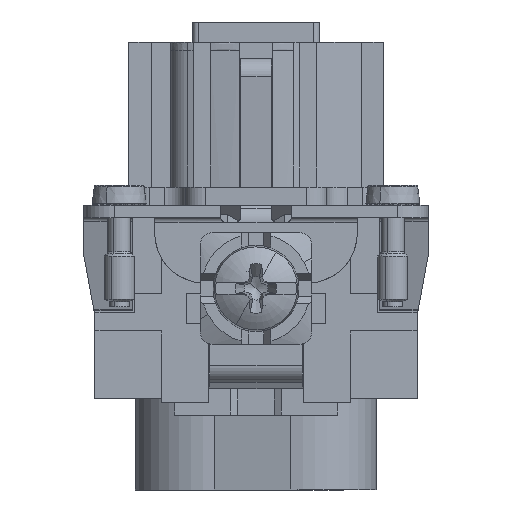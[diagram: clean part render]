
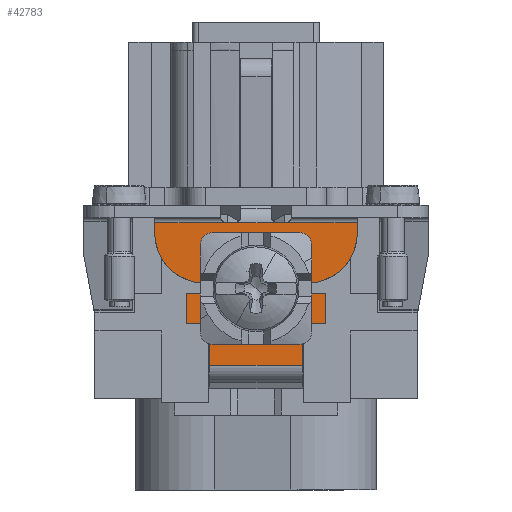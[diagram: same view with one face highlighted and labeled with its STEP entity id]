
A CAD part, front view. The second image highlights one B-rep face of the part: STEP entity #42783.
In plain terms, the highlighted planar face has unit normal (0, -1, 0).
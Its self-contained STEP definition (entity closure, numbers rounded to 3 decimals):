
#42537=AXIS2_PLACEMENT_3D('Plane Axis2P3D',#42534,#42535,#42536) ;
#42557=AXIS2_PLACEMENT_3D('Circle Axis2P3D',#42555,#42556,$) ;
#42641=AXIS2_PLACEMENT_3D('Circle Axis2P3D',#42639,#42640,$) ;
#42767=AXIS2_PLACEMENT_3D('Circle Axis2P3D',#42765,#42766,$) ;
#42776=AXIS2_PLACEMENT_3D('Circle Axis2P3D',#42774,#42775,$) ;
#42534=CARTESIAN_POINT('Axis2P3D Location',(17.,9.35,26.9)) ;
#42539=CARTESIAN_POINT('Line Origine',(21.55,9.35,20.15)) ;
#42543=CARTESIAN_POINT('Vertex',(21.55,9.35,20.4)) ;
#42545=CARTESIAN_POINT('Vertex',(21.55,9.35,19.9)) ;
#42548=CARTESIAN_POINT('Line Origine',(21.775,9.35,20.4)) ;
#42552=CARTESIAN_POINT('Vertex',(22.,9.35,20.4)) ;
#42555=CARTESIAN_POINT('Axis2P3D Location',(22.,9.35,25.4)) ;
#42559=CARTESIAN_POINT('Vertex',(27.,9.35,25.4)) ;
#42562=CARTESIAN_POINT('Line Origine',(27.,9.35,25.9)) ;
#42566=CARTESIAN_POINT('Vertex',(27.,9.35,26.4)) ;
#42569=CARTESIAN_POINT('Line Origine',(23.75,9.35,26.4)) ;
#42573=CARTESIAN_POINT('Vertex',(20.5,9.35,26.4)) ;
#42576=CARTESIAN_POINT('Line Origine',(20.2,9.35,26.4)) ;
#42580=CARTESIAN_POINT('Vertex',(19.9,9.35,26.4)) ;
#42583=CARTESIAN_POINT('Line Origine',(19.5,9.35,26.4)) ;
#42587=CARTESIAN_POINT('Vertex',(19.1,9.35,26.4)) ;
#42590=CARTESIAN_POINT('Line Origine',(18.8,9.35,26.4)) ;
#42594=CARTESIAN_POINT('Vertex',(18.5,9.35,26.4)) ;
#42597=CARTESIAN_POINT('Line Origine',(17.,9.35,26.4)) ;
#42601=CARTESIAN_POINT('Vertex',(15.5,9.35,26.4)) ;
#42604=CARTESIAN_POINT('Line Origine',(15.2,9.35,26.4)) ;
#42608=CARTESIAN_POINT('Vertex',(14.9,9.35,26.4)) ;
#42611=CARTESIAN_POINT('Line Origine',(14.5,9.35,26.4)) ;
#42615=CARTESIAN_POINT('Vertex',(14.1,9.35,26.4)) ;
#42618=CARTESIAN_POINT('Line Origine',(13.8,9.35,26.4)) ;
#42622=CARTESIAN_POINT('Vertex',(13.5,9.35,26.4)) ;
#42625=CARTESIAN_POINT('Line Origine',(10.25,9.35,26.4)) ;
#42629=CARTESIAN_POINT('Vertex',(7.,9.35,26.4)) ;
#42632=CARTESIAN_POINT('Line Origine',(7.,9.35,25.9)) ;
#42636=CARTESIAN_POINT('Vertex',(7.,9.35,25.4)) ;
#42639=CARTESIAN_POINT('Axis2P3D Location',(12.,9.35,25.4)) ;
#42643=CARTESIAN_POINT('Vertex',(12.,9.35,20.4)) ;
#42646=CARTESIAN_POINT('Line Origine',(12.225,9.35,20.4)) ;
#42650=CARTESIAN_POINT('Vertex',(12.45,9.35,20.4)) ;
#42653=CARTESIAN_POINT('Line Origine',(12.45,9.35,20.15)) ;
#42657=CARTESIAN_POINT('Vertex',(12.45,9.35,19.9)) ;
#42660=CARTESIAN_POINT('Line Origine',(12.45,9.35,19.65)) ;
#42664=CARTESIAN_POINT('Vertex',(12.45,9.35,19.4)) ;
#42667=CARTESIAN_POINT('Line Origine',(11.275,9.35,19.4)) ;
#42671=CARTESIAN_POINT('Vertex',(10.1,9.35,19.4)) ;
#42674=CARTESIAN_POINT('Line Origine',(10.1,9.35,17.9)) ;
#42678=CARTESIAN_POINT('Vertex',(10.1,9.35,16.4)) ;
#42681=CARTESIAN_POINT('Line Origine',(11.275,9.35,16.4)) ;
#42685=CARTESIAN_POINT('Vertex',(12.45,9.35,16.4)) ;
#42688=CARTESIAN_POINT('Line Origine',(12.45,9.35,14.35)) ;
#42692=CARTESIAN_POINT('Vertex',(12.45,9.35,12.3)) ;
#42695=CARTESIAN_POINT('Line Origine',(17.,9.35,12.3)) ;
#42699=CARTESIAN_POINT('Vertex',(21.55,9.35,12.3)) ;
#42702=CARTESIAN_POINT('Line Origine',(21.55,9.35,14.35)) ;
#42706=CARTESIAN_POINT('Vertex',(21.55,9.35,16.4)) ;
#42709=CARTESIAN_POINT('Line Origine',(22.725,9.35,16.4)) ;
#42713=CARTESIAN_POINT('Vertex',(23.9,9.35,16.4)) ;
#42716=CARTESIAN_POINT('Line Origine',(23.9,9.35,17.9)) ;
#42720=CARTESIAN_POINT('Vertex',(23.9,9.35,19.4)) ;
#42723=CARTESIAN_POINT('Line Origine',(22.725,9.35,19.4)) ;
#42727=CARTESIAN_POINT('Vertex',(21.55,9.35,19.4)) ;
#42730=CARTESIAN_POINT('Line Origine',(21.55,9.35,19.65)) ;
#42765=CARTESIAN_POINT('Axis2P3D Location',(17.,9.35,19.9)) ;
#42769=CARTESIAN_POINT('Vertex',(18.199,9.35,22.094)) ;
#42771=CARTESIAN_POINT('Vertex',(15.801,9.35,17.706)) ;
#42774=CARTESIAN_POINT('Axis2P3D Location',(17.,9.35,19.9)) ;
#42535=DIRECTION('Axis2P3D Direction',(0.,1.,0.)) ;
#42536=DIRECTION('Axis2P3D XDirection',(1.,0.,0.)) ;
#42540=DIRECTION('Vector Direction',(0.,0.,1.)) ;
#42549=DIRECTION('Vector Direction',(-1.,0.,0.)) ;
#42556=DIRECTION('Axis2P3D Direction',(0.,1.,0.)) ;
#42563=DIRECTION('Vector Direction',(0.,0.,1.)) ;
#42570=DIRECTION('Vector Direction',(1.,0.,0.)) ;
#42577=DIRECTION('Vector Direction',(1.,0.,0.)) ;
#42584=DIRECTION('Vector Direction',(1.,0.,0.)) ;
#42591=DIRECTION('Vector Direction',(1.,0.,0.)) ;
#42598=DIRECTION('Vector Direction',(1.,0.,0.)) ;
#42605=DIRECTION('Vector Direction',(1.,0.,0.)) ;
#42612=DIRECTION('Vector Direction',(1.,0.,0.)) ;
#42619=DIRECTION('Vector Direction',(1.,0.,0.)) ;
#42626=DIRECTION('Vector Direction',(1.,0.,0.)) ;
#42633=DIRECTION('Vector Direction',(0.,0.,-1.)) ;
#42640=DIRECTION('Axis2P3D Direction',(0.,1.,0.)) ;
#42647=DIRECTION('Vector Direction',(-1.,0.,0.)) ;
#42654=DIRECTION('Vector Direction',(0.,0.,-1.)) ;
#42661=DIRECTION('Vector Direction',(0.,0.,-1.)) ;
#42668=DIRECTION('Vector Direction',(1.,0.,0.)) ;
#42675=DIRECTION('Vector Direction',(0.,0.,-1.)) ;
#42682=DIRECTION('Vector Direction',(-1.,0.,0.)) ;
#42689=DIRECTION('Vector Direction',(0.,0.,-1.)) ;
#42696=DIRECTION('Vector Direction',(-1.,0.,0.)) ;
#42703=DIRECTION('Vector Direction',(0.,0.,1.)) ;
#42710=DIRECTION('Vector Direction',(-1.,0.,0.)) ;
#42717=DIRECTION('Vector Direction',(0.,0.,1.)) ;
#42724=DIRECTION('Vector Direction',(1.,0.,0.)) ;
#42731=DIRECTION('Vector Direction',(0.,0.,1.)) ;
#42766=DIRECTION('Axis2P3D Direction',(0.,1.,0.)) ;
#42775=DIRECTION('Axis2P3D Direction',(0.,1.,0.)) ;
#42541=VECTOR('Line Direction',#42540,1.) ;
#42550=VECTOR('Line Direction',#42549,1.) ;
#42564=VECTOR('Line Direction',#42563,1.) ;
#42571=VECTOR('Line Direction',#42570,1.) ;
#42578=VECTOR('Line Direction',#42577,1.) ;
#42585=VECTOR('Line Direction',#42584,1.) ;
#42592=VECTOR('Line Direction',#42591,1.) ;
#42599=VECTOR('Line Direction',#42598,1.) ;
#42606=VECTOR('Line Direction',#42605,1.) ;
#42613=VECTOR('Line Direction',#42612,1.) ;
#42620=VECTOR('Line Direction',#42619,1.) ;
#42627=VECTOR('Line Direction',#42626,1.) ;
#42634=VECTOR('Line Direction',#42633,1.) ;
#42648=VECTOR('Line Direction',#42647,1.) ;
#42655=VECTOR('Line Direction',#42654,1.) ;
#42662=VECTOR('Line Direction',#42661,1.) ;
#42669=VECTOR('Line Direction',#42668,1.) ;
#42676=VECTOR('Line Direction',#42675,1.) ;
#42683=VECTOR('Line Direction',#42682,1.) ;
#42690=VECTOR('Line Direction',#42689,1.) ;
#42697=VECTOR('Line Direction',#42696,1.) ;
#42704=VECTOR('Line Direction',#42703,1.) ;
#42711=VECTOR('Line Direction',#42710,1.) ;
#42718=VECTOR('Line Direction',#42717,1.) ;
#42725=VECTOR('Line Direction',#42724,1.) ;
#42732=VECTOR('Line Direction',#42731,1.) ;
#42736=ORIENTED_EDGE('',*,*,#42547,.F.) ;
#42737=ORIENTED_EDGE('',*,*,#42554,.F.) ;
#42738=ORIENTED_EDGE('',*,*,#42561,.F.) ;
#42739=ORIENTED_EDGE('',*,*,#42568,.F.) ;
#42740=ORIENTED_EDGE('',*,*,#42575,.F.) ;
#42741=ORIENTED_EDGE('',*,*,#42582,.T.) ;
#42742=ORIENTED_EDGE('',*,*,#42589,.F.) ;
#42743=ORIENTED_EDGE('',*,*,#42596,.T.) ;
#42744=ORIENTED_EDGE('',*,*,#42603,.F.) ;
#42745=ORIENTED_EDGE('',*,*,#42610,.T.) ;
#42746=ORIENTED_EDGE('',*,*,#42617,.F.) ;
#42747=ORIENTED_EDGE('',*,*,#42624,.T.) ;
#42748=ORIENTED_EDGE('',*,*,#42631,.F.) ;
#42749=ORIENTED_EDGE('',*,*,#42638,.F.) ;
#42750=ORIENTED_EDGE('',*,*,#42645,.F.) ;
#42751=ORIENTED_EDGE('',*,*,#42652,.F.) ;
#42752=ORIENTED_EDGE('',*,*,#42659,.F.) ;
#42753=ORIENTED_EDGE('',*,*,#42666,.F.) ;
#42754=ORIENTED_EDGE('',*,*,#42673,.F.) ;
#42755=ORIENTED_EDGE('',*,*,#42680,.F.) ;
#42756=ORIENTED_EDGE('',*,*,#42687,.F.) ;
#42757=ORIENTED_EDGE('',*,*,#42694,.F.) ;
#42758=ORIENTED_EDGE('',*,*,#42701,.F.) ;
#42759=ORIENTED_EDGE('',*,*,#42708,.F.) ;
#42760=ORIENTED_EDGE('',*,*,#42715,.F.) ;
#42761=ORIENTED_EDGE('',*,*,#42722,.F.) ;
#42762=ORIENTED_EDGE('',*,*,#42729,.F.) ;
#42763=ORIENTED_EDGE('',*,*,#42734,.F.) ;
#42780=ORIENTED_EDGE('',*,*,#42773,.T.) ;
#42781=ORIENTED_EDGE('',*,*,#42778,.T.) ;
#42782=FACE_BOUND('',#42779,.T.) ;
#42783=ADVANCED_FACE('',(#42764,#42782),#42538,.F.) ;
#42558=CIRCLE('generated circle',#42557,5.) ;
#42642=CIRCLE('generated circle',#42641,5.) ;
#42768=CIRCLE('generated circle',#42767,2.5) ;
#42777=CIRCLE('generated circle',#42776,2.5) ;
#42547=EDGE_CURVE('',#42544,#42546,#42542,.F.) ;
#42554=EDGE_CURVE('',#42553,#42544,#42551,.T.) ;
#42561=EDGE_CURVE('',#42560,#42553,#42558,.T.) ;
#42568=EDGE_CURVE('',#42567,#42560,#42565,.F.) ;
#42575=EDGE_CURVE('',#42574,#42567,#42572,.T.) ;
#42582=EDGE_CURVE('',#42574,#42581,#42579,.F.) ;
#42589=EDGE_CURVE('',#42588,#42581,#42586,.T.) ;
#42596=EDGE_CURVE('',#42588,#42595,#42593,.F.) ;
#42603=EDGE_CURVE('',#42602,#42595,#42600,.T.) ;
#42610=EDGE_CURVE('',#42602,#42609,#42607,.F.) ;
#42617=EDGE_CURVE('',#42616,#42609,#42614,.T.) ;
#42624=EDGE_CURVE('',#42616,#42623,#42621,.F.) ;
#42631=EDGE_CURVE('',#42630,#42623,#42628,.T.) ;
#42638=EDGE_CURVE('',#42637,#42630,#42635,.F.) ;
#42645=EDGE_CURVE('',#42644,#42637,#42642,.T.) ;
#42652=EDGE_CURVE('',#42651,#42644,#42649,.T.) ;
#42659=EDGE_CURVE('',#42658,#42651,#42656,.F.) ;
#42666=EDGE_CURVE('',#42665,#42658,#42663,.F.) ;
#42673=EDGE_CURVE('',#42672,#42665,#42670,.T.) ;
#42680=EDGE_CURVE('',#42679,#42672,#42677,.F.) ;
#42687=EDGE_CURVE('',#42686,#42679,#42684,.T.) ;
#42694=EDGE_CURVE('',#42693,#42686,#42691,.F.) ;
#42701=EDGE_CURVE('',#42700,#42693,#42698,.T.) ;
#42708=EDGE_CURVE('',#42707,#42700,#42705,.F.) ;
#42715=EDGE_CURVE('',#42714,#42707,#42712,.T.) ;
#42722=EDGE_CURVE('',#42721,#42714,#42719,.F.) ;
#42729=EDGE_CURVE('',#42728,#42721,#42726,.T.) ;
#42734=EDGE_CURVE('',#42546,#42728,#42733,.F.) ;
#42773=EDGE_CURVE('',#42770,#42772,#42768,.T.) ;
#42778=EDGE_CURVE('',#42772,#42770,#42777,.T.) ;
#42735=EDGE_LOOP('',(#42736,#42737,#42738,#42739,#42740,#42741,#42742,#42743,#42744,#42745,#42746,#42747,#42748,#42749,#42750,#42751,#42752,#42753,#42754,#42755,#42756,#42757,#42758,#42759,#42760,#42761,#42762,#42763)) ;
#42779=EDGE_LOOP('',(#42780,#42781)) ;
#42764=FACE_OUTER_BOUND('',#42735,.T.) ;
#42542=LINE('Line',#42539,#42541) ;
#42551=LINE('Line',#42548,#42550) ;
#42565=LINE('Line',#42562,#42564) ;
#42572=LINE('Line',#42569,#42571) ;
#42579=LINE('Line',#42576,#42578) ;
#42586=LINE('Line',#42583,#42585) ;
#42593=LINE('Line',#42590,#42592) ;
#42600=LINE('Line',#42597,#42599) ;
#42607=LINE('Line',#42604,#42606) ;
#42614=LINE('Line',#42611,#42613) ;
#42621=LINE('Line',#42618,#42620) ;
#42628=LINE('Line',#42625,#42627) ;
#42635=LINE('Line',#42632,#42634) ;
#42649=LINE('Line',#42646,#42648) ;
#42656=LINE('Line',#42653,#42655) ;
#42663=LINE('Line',#42660,#42662) ;
#42670=LINE('Line',#42667,#42669) ;
#42677=LINE('Line',#42674,#42676) ;
#42684=LINE('Line',#42681,#42683) ;
#42691=LINE('Line',#42688,#42690) ;
#42698=LINE('Line',#42695,#42697) ;
#42705=LINE('Line',#42702,#42704) ;
#42712=LINE('Line',#42709,#42711) ;
#42719=LINE('Line',#42716,#42718) ;
#42726=LINE('Line',#42723,#42725) ;
#42733=LINE('Line',#42730,#42732) ;
#42538=PLANE('',#42537) ;
#42544=VERTEX_POINT('',#42543) ;
#42546=VERTEX_POINT('',#42545) ;
#42553=VERTEX_POINT('',#42552) ;
#42560=VERTEX_POINT('',#42559) ;
#42567=VERTEX_POINT('',#42566) ;
#42574=VERTEX_POINT('',#42573) ;
#42581=VERTEX_POINT('',#42580) ;
#42588=VERTEX_POINT('',#42587) ;
#42595=VERTEX_POINT('',#42594) ;
#42602=VERTEX_POINT('',#42601) ;
#42609=VERTEX_POINT('',#42608) ;
#42616=VERTEX_POINT('',#42615) ;
#42623=VERTEX_POINT('',#42622) ;
#42630=VERTEX_POINT('',#42629) ;
#42637=VERTEX_POINT('',#42636) ;
#42644=VERTEX_POINT('',#42643) ;
#42651=VERTEX_POINT('',#42650) ;
#42658=VERTEX_POINT('',#42657) ;
#42665=VERTEX_POINT('',#42664) ;
#42672=VERTEX_POINT('',#42671) ;
#42679=VERTEX_POINT('',#42678) ;
#42686=VERTEX_POINT('',#42685) ;
#42693=VERTEX_POINT('',#42692) ;
#42700=VERTEX_POINT('',#42699) ;
#42707=VERTEX_POINT('',#42706) ;
#42714=VERTEX_POINT('',#42713) ;
#42721=VERTEX_POINT('',#42720) ;
#42728=VERTEX_POINT('',#42727) ;
#42770=VERTEX_POINT('',#42769) ;
#42772=VERTEX_POINT('',#42771) ;
